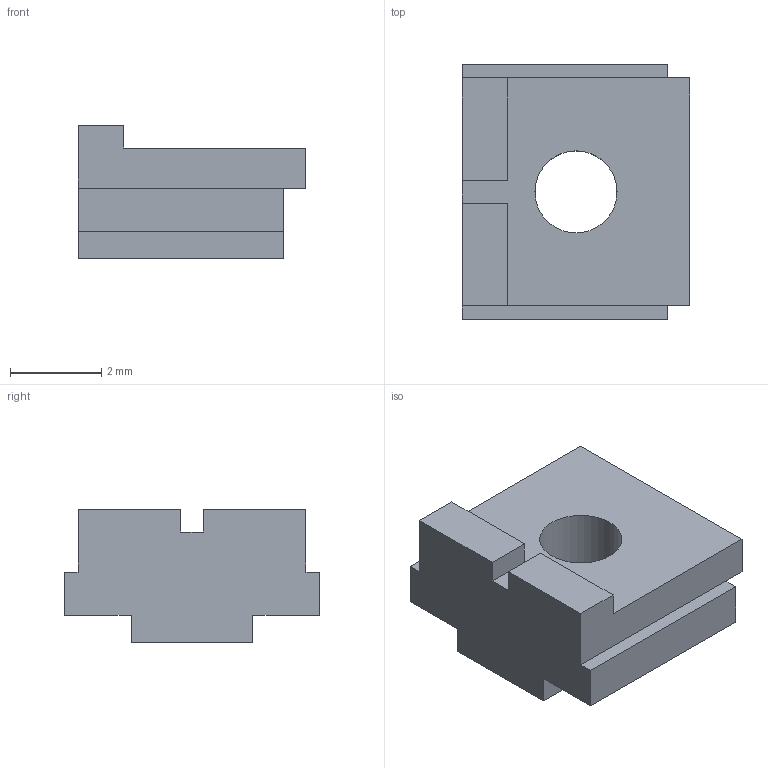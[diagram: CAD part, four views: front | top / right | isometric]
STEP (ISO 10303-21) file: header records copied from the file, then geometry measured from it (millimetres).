
FILE_DESCRIPTION(/* description */ ('STEP AP214'),/* implementation_level */ '2;1');
FILE_NAME(/* name */ '613a15d2bbab34336db0bcb1',/* time_stamp */ '2021-09-09T14:10:26+00:00',/* author */ (''),/* organization */ (''),/* preprocessor_version */ 'ST-DEVELOPER v18.1',/* originating_system */ ' ',/* authorisation */ ' ');
FILE_SCHEMA (('AUTOMOTIVE_DESIGN {1 0 10303 214 3 1 1}'));
Length unit declared in the file: metre
Products named in the file (1): Part 1
Bounding box: 5 x 5.6 x 2.93 mm (x, y, z)
Volume: 49.2 mm3; surface area: 115.9 mm2
Topology: 1 solids, 1 shells, 23 faces, 61 edges, 40 vertices
Faces by surface type: plane 22, cylinder 1
Full cylindrical faces by diameter (mm): 1.8 x1
Entity records: 730 total; most frequent: CARTESIAN_POINT 124, ORIENTED_EDGE 120, DIRECTION 110, EDGE_CURVE 60, LINE 58, VECTOR 58, VERTEX_POINT 40, EDGE_LOOP 26
